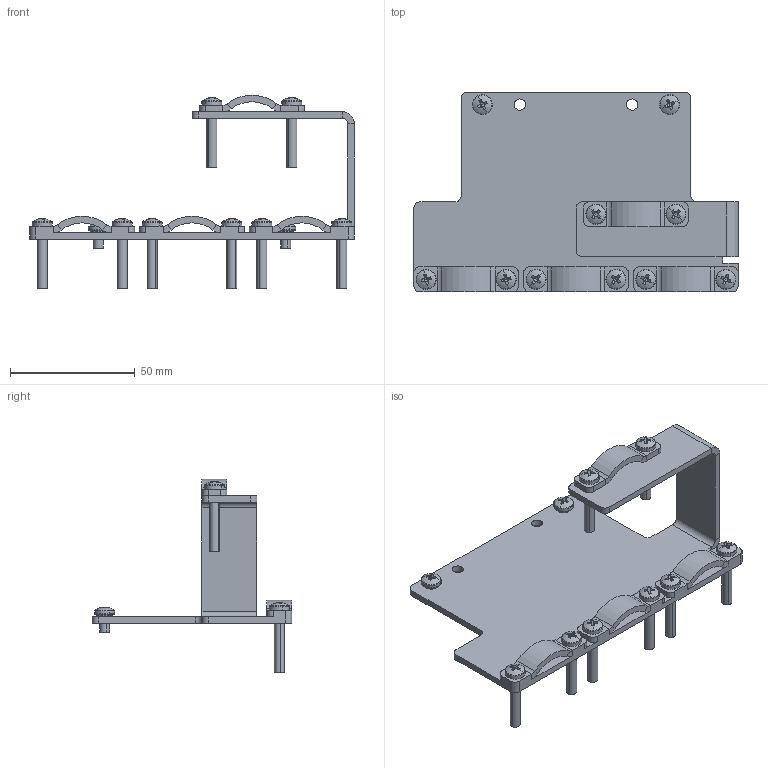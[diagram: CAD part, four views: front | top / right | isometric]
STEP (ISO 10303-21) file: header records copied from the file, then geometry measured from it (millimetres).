
FILE_DESCRIPTION (( 'STEP AP214' ), '1' );
FILE_NAME ('ZBC_10006124415 nc cmb1.STEP', '2021-01-13T23:33:29', ( '' ), ( '' ), 'SwSTEP 2.0', 'SolidWorks 2017', '' );
FILE_SCHEMA (( 'AUTOMOTIVE_DESIGN' ));
Length unit declared in the file: inch
Products named in the file (1): ZBC_10006124415 nc cmb1
Bounding box: 130 x 80 x 77.5 mm (x, y, z)
Volume: 36381.6 mm3; surface area: 30504.7 mm2
Topology: 1 solids, 11 shells, 557 faces, 1381 edges, 840 vertices
Faces by surface type: plane 270, cylinder 147, cone 64, torus 56, sphere 20
Entity records: 16699 total; most frequent: DIRECTION 3129, CARTESIAN_POINT 3069, ORIENTED_EDGE 2722, EDGE_CURVE 1361, AXIS2_PLACEMENT_3D 1296, VERTEX_POINT 840, CIRCLE 738, EDGE_LOOP 603
